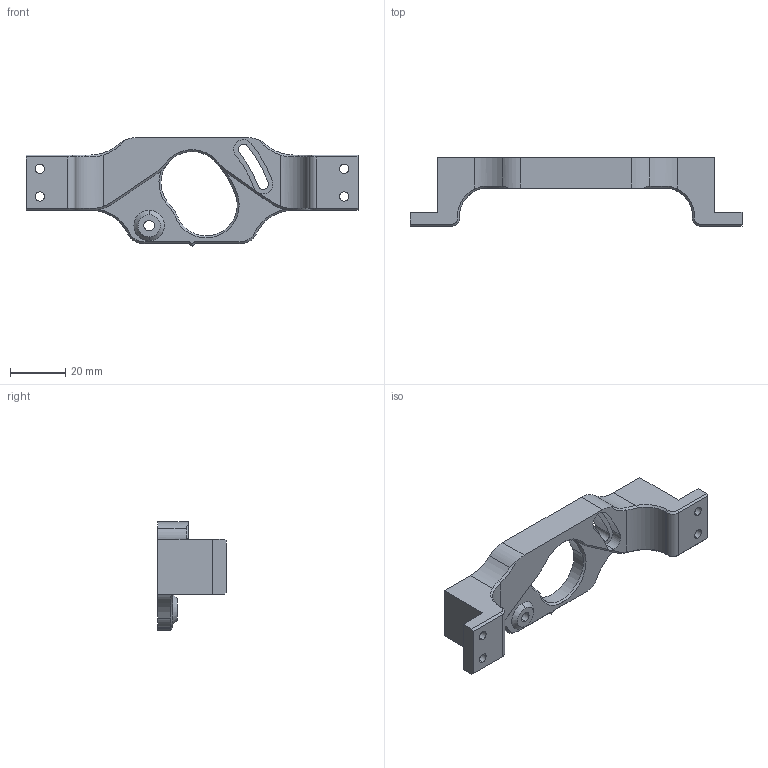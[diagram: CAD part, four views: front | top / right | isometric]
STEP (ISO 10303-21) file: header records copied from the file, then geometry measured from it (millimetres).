
FILE_DESCRIPTION (( 'STEP AP203' ), '1' );
FILE_NAME ('14_RAmotor_mount_NEMA_down_SngleRAring_v4.STEP', '2021-04-22T13:09:22', ( '' ), ( '' ), 'SwSTEP 2.0', 'SolidWorks 2020', '' );
FILE_SCHEMA (( 'CONFIG_CONTROL_DESIGN' ));
Length unit declared in the file: millimetre
Products named in the file (1): 14_RAmotor_mount_NEMA_down_SngleRAring_v4
Bounding box: 120 x 24.8 x 39.29 mm (x, y, z)
Volume: 27685.3 mm3; surface area: 10810.7 mm2
Topology: 1 solids, 1 shells, 116 faces, 303 edges, 189 vertices
Faces by surface type: cylinder 43, plane 40, cone 29, bspline 4
Entity records: 3928 total; most frequent: CARTESIAN_POINT 942, DIRECTION 623, ORIENTED_EDGE 606, EDGE_CURVE 303, AXIS2_PLACEMENT_3D 233, VERTEX_POINT 189, LINE 157, VECTOR 157
